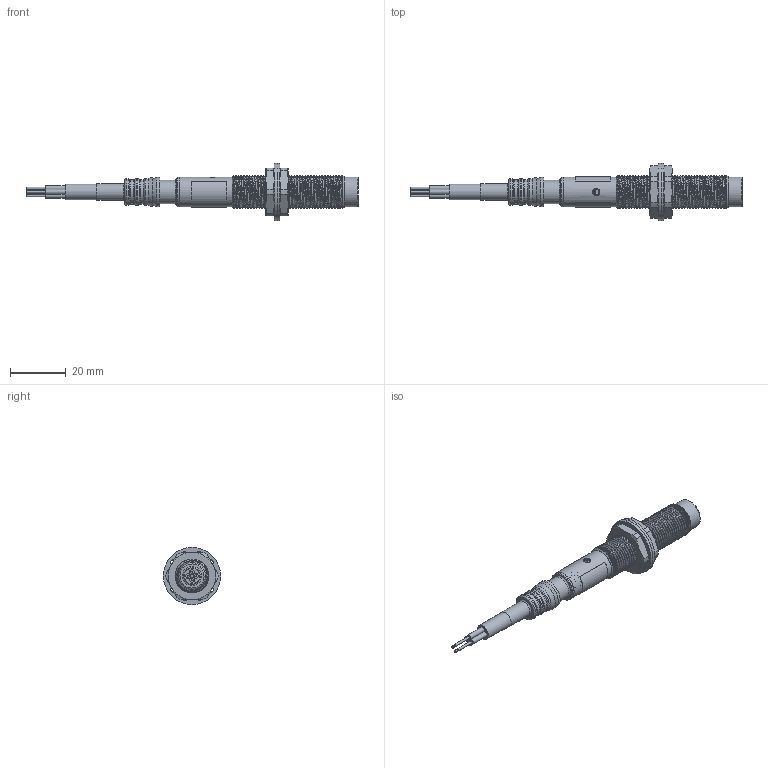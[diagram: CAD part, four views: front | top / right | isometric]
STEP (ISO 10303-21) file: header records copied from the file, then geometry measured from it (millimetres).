
FILE_DESCRIPTION(/* description */ ('Unknown'),/* implementation_level */ '2;1');
FILE_NAME(/* name */ '_VBI-M12-65S',/* time_stamp */ '2021-02-08T16:55:13+05:00',/* author */ ('Unknown'),/* organization */ ('Unknown'),/* preprocessor_version */ 'ST-DEVELOPER v16.7',/* originating_system */ 'Solid Edge',/* authorisation */ 'Unknown');
FILE_SCHEMA (('AUTOMOTIVE_DESIGN {1 0 10303 214 3 1 1}'));
Length unit declared in the file: millimetre
Products named in the file (16): 11.016.000 (ﾂﾁﾈ-ﾌ12-65ﾑ-...); 11.308.000-15 êîëï Ã1.016; 11.304.101 (ÃÈ09.30Õ) Êàòóøêà èíäóêòèâíîñòè; ×àøêà ×9; À4.040 Êàðêàñ êàòóøêè; Ã1.016 Êîëïà÷îê Ì12; Ä1.004 Äåðæàòåëü; 11.517.000 Ïëàòà ÂÁÈ-Ì12-60Õ; VLMS1300-GS08 (Vishay); À0.022 Êîðïóñ; Ê1.007 Ãàéêà Ì12õ1; Washer_DIN_6797_J_13_v16.00; Òðóáêà òåðìîóñ ÒÑÒ  GW1; Á2.039 Øòóöåð; Ýòèêåòêà 25õ12 äëÿ ÂÁÈ-Ì12-60Ñ; Ý6.007   (Þ01Ý611Õ)  Êàáåëü 
Assembly tree (17 placements, depth 4):
  11.016.000 (ﾂﾁﾈ-ﾌ12-65ﾑ-...)
    11.308.000-15 êîëï Ã1.016
      11.304.101 (ÃÈ09.30Õ) Êàòóøêà èíäóêòèâíîñòè
        ×àøêà ×9
        À4.040 Êàðêàñ êàòóøêè
      Ã1.016 Êîëïà÷îê Ì12
      Ä1.004 Äåðæàòåëü
      11.517.000 Ïëàòà ÂÁÈ-Ì12-60Õ
      VLMS1300-GS08 (Vishay)
    À0.022 Êîðïóñ
    Ê1.007 Ãàéêà Ì12õ1  x2
    Washer_DIN_6797_J_13_v16.00  x2
    Òðóáêà òåðìîóñ ÒÑÒ  GW1
    Á2.039 Øòóöåð
    Ýòèêåòêà 25õ12 äëÿ ÂÁÈ-Ì12-60Ñ
    Ý6.007   (Þ01Ý611Õ)  Êàáåëü 
Bounding box: 118.9 x 20.5 x 20.5 mm (x, y, z)
Volume: 6971.8 mm3; surface area: 14121.6 mm2
Topology: 15 solids, 15 shells, 395 faces, 917 edges, 592 vertices
Faces by surface type: plane 183, cylinder 140, cone 46, torus 21, bspline 5
Full cylindrical faces by diameter (mm): 0.8 x4, 1.6 x1, 1.8 x8, 2 x4, 3.9 x1, 3.95 x1, 4.7 x1, 4.9 x1, 5.6 x1, 5.9 x1, 6 x1, 7.45 x1, 7.5 x1, 7.8 x4, 8.4 x7, 8.6 x1, 8.622 x2, 9.3 x1, 9.45 x4, 9.622 x3, 9.9 x1, 10 x5, 10.16 x2, 10.5 x1, 10.63 x2, 10.7 x1, 10.917 x2, 20.5 x2
Entity records: 13719 total; most frequent: CARTESIAN_POINT 6016, DIRECTION 1459, ORIENTED_EDGE 1182, EDGE_CURVE 591, AXIS2_PLACEMENT_3D 587, EDGE_LOOP 474, FACE_BOUND 474, VERTEX_POINT 435
